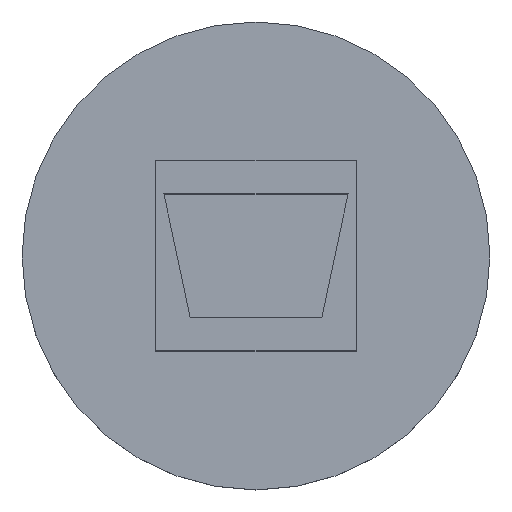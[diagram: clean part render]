
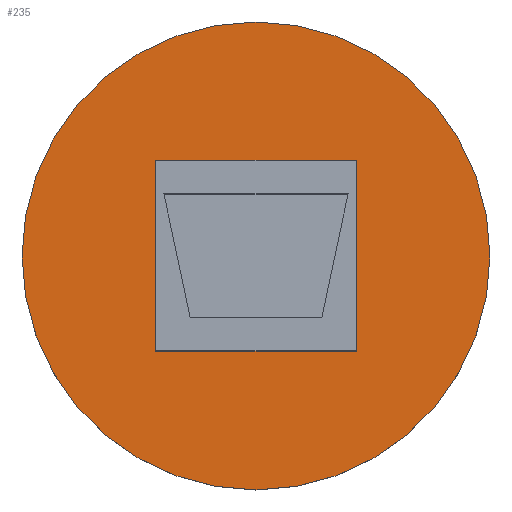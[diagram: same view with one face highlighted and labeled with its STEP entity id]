
A CAD part, top view. The second image highlights one B-rep face of the part: STEP entity #235.
In plain terms, the highlighted planar face has unit normal (0, 0, 1).
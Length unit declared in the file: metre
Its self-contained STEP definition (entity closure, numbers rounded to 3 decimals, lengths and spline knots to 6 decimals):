
#13=CIRCLE('',#263,0.04445);
#66=ORIENTED_EDGE('',*,*,#78,.F.);
#67=ORIENTED_EDGE('',*,*,#74,.T.);
#68=ORIENTED_EDGE('',*,*,#84,.T.);
#69=ORIENTED_EDGE('',*,*,#81,.F.);
#70=ORIENTED_EDGE('',*,*,#99,.T.);
#74=EDGE_CURVE('',#102,#103,#122,.T.);
#78=EDGE_CURVE('',#102,#106,#126,.T.);
#81=EDGE_CURVE('',#106,#108,#129,.T.);
#84=EDGE_CURVE('',#103,#108,#132,.T.);
#99=EDGE_CURVE('',#119,#119,#13,.T.);
#102=VERTEX_POINT('',#337);
#103=VERTEX_POINT('',#338);
#106=VERTEX_POINT('',#346);
#108=VERTEX_POINT('',#352);
#119=VERTEX_POINT('',#389);
#122=LINE('',#336,#146);
#126=LINE('',#345,#150);
#129=LINE('',#351,#153);
#132=LINE('',#357,#156);
#146=VECTOR('',#274,1.);
#150=VECTOR('',#280,1.);
#153=VECTOR('',#285,1.);
#156=VECTOR('',#290,1.);
#185=EDGE_LOOP('',(#66,#67,#68,#69));
#186=EDGE_LOOP('',(#70));
#205=FACE_BOUND('',#185,.T.);
#206=FACE_BOUND('',#186,.T.);
#221=PLANE('',#266);
#235=ADVANCED_FACE('',(#205,#206),#221,.T.);
#263=AXIS2_PLACEMENT_3D('',#388,#320,#321);
#266=AXIS2_PLACEMENT_3D('',#393,#326,#327);
#274=DIRECTION('',(1.,0.,0.));
#280=DIRECTION('',(0.,-1.,0.));
#285=DIRECTION('',(1.,0.,0.));
#290=DIRECTION('',(0.,-1.,0.));
#320=DIRECTION('',(0.,0.,1.));
#321=DIRECTION('',(1.,0.,0.));
#326=DIRECTION('',(0.,0.,1.));
#327=DIRECTION('',(1.,0.,0.));
#336=CARTESIAN_POINT('',(0.0125,0.029823,-0.00381));
#337=CARTESIAN_POINT('',(-0.00655,0.029823,-0.00381));
#338=CARTESIAN_POINT('',(0.03155,0.029823,-0.00381));
#345=CARTESIAN_POINT('',(-0.00655,0.011737,-0.00381));
#346=CARTESIAN_POINT('',(-0.00655,-0.00635,-0.00381));
#351=CARTESIAN_POINT('',(0.0125,-0.00635,-0.00381));
#352=CARTESIAN_POINT('',(0.03155,-0.00635,-0.00381));
#357=CARTESIAN_POINT('',(0.03155,0.011737,-0.00381));
#388=CARTESIAN_POINT('',(0.0125,0.011737,-0.00381));
#389=CARTESIAN_POINT('',(0.05695,0.011737,-0.00381));
#393=CARTESIAN_POINT('',(0.0125,0.011737,-0.00381));
